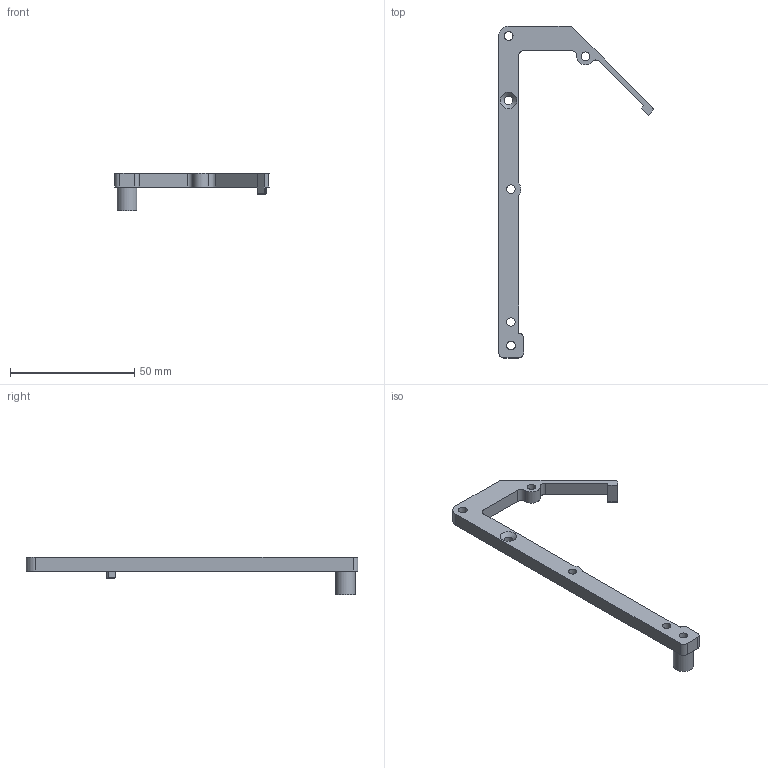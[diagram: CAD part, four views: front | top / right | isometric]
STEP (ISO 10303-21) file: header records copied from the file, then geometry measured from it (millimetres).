
FILE_DESCRIPTION(('HOOPS Exchange Step'),'2;1');
FILE_NAME('temp_export','2024-12-21T17:11:04+08:00',('27699'),('Shapr3D Limited'),'HOOPS Exchange 2024.6','Shapr3D','Authorized');
FILE_SCHEMA( ('AP242_MANAGED_MODEL_BASED_3D_ENGINEERING_MIM_LF {1 0 10303 442 1 1 4 }') );
Length unit declared in the file: millimetre
Products named in the file (1): 右半部分连接夹板
Bounding box: 62.19 x 133.7 x 15 mm (x, y, z)
Volume: 8091.5 mm3; surface area: 5790.6 mm2
Topology: 1 solids, 1 shells, 45 faces, 131 edges, 89 vertices
Faces by surface type: cylinder 25, plane 17, sphere 2, cone 1
Full cylindrical faces by diameter (mm): 3.4 x2, 3.5 x4, 8 x1
Entity records: 1588 total; most frequent: DIRECTION 288, CARTESIAN_POINT 267, ORIENTED_EDGE 262, EDGE_CURVE 131, AXIS2_PLACEMENT_3D 110, VERTEX_POINT 89, VECTOR 68, LINE 68
